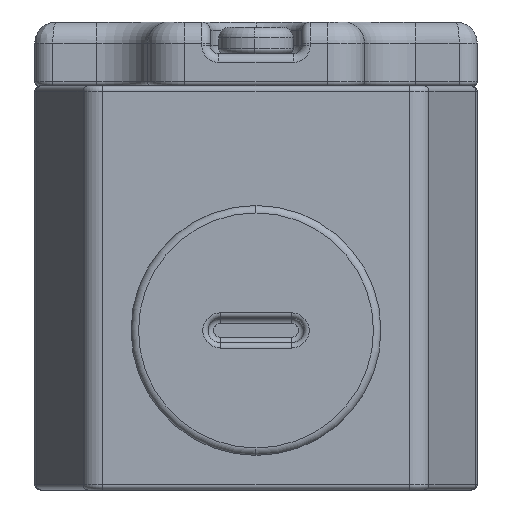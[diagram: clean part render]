
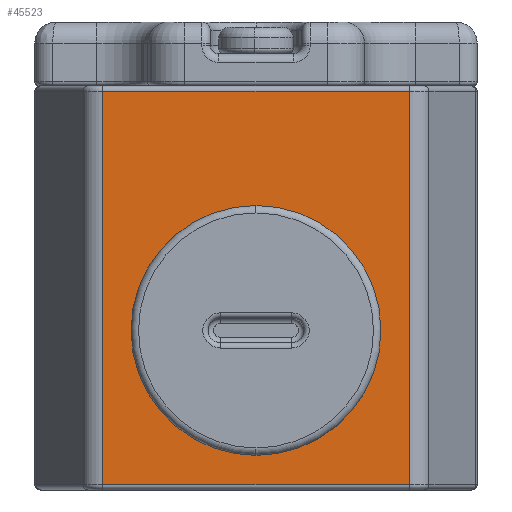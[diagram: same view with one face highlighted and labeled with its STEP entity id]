
A CAD part, front view. The second image highlights one B-rep face of the part: STEP entity #45523.
In plain terms, the highlighted planar face has unit normal (0, -1, 0).
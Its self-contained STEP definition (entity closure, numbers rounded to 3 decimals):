
#5972 = DIRECTION ( 'NONE',  ( 0., 0., 1. ) ) ;
#6104 = AXIS2_PLACEMENT_3D ( 'NONE', #25522, #58851, #30444 ) ;
#6224 = DIRECTION ( 'NONE',  ( 0., 1., 0. ) ) ;
#6555 = ORIENTED_EDGE ( 'NONE', *, *, #57707, .T. ) ;
#6931 = VERTEX_POINT ( 'NONE', #27395 ) ;
#9912 = VECTOR ( 'NONE', #18150, 1000. ) ;
#10360 = DIRECTION ( 'NONE',  ( 0., 0., -1. ) ) ;
#10385 = VECTOR ( 'NONE', #10360, 1000. ) ;
#10897 = CARTESIAN_POINT ( 'NONE',  ( -14.401, -80., 38. ) ) ;
#11724 = EDGE_CURVE ( 'NONE', #35860, #57262, #23400, .T. ) ;
#12498 = CARTESIAN_POINT ( 'NONE',  ( 0., -80., 4. ) ) ;
#13763 = FACE_BOUND ( 'NONE', #48238, .T. ) ;
#14789 = CIRCLE ( 'NONE', #36530, 11. ) ;
#16081 = VECTOR ( 'NONE', #21439, 1000. ) ;
#18123 = EDGE_CURVE ( 'NONE', #27231, #6931, #61904, .T. ) ;
#18150 = DIRECTION ( 'NONE',  ( 1., 0., 0. ) ) ;
#18310 = EDGE_CURVE ( 'NONE', #6931, #35860, #54289, .T. ) ;
#18602 = AXIS2_PLACEMENT_3D ( 'NONE', #49013, #35234, #5972 ) ;
#19922 = CIRCLE ( 'NONE', #6104, 11. ) ;
#21439 = DIRECTION ( 'NONE',  ( -1., 0., 0. ) ) ;
#22925 = LINE ( 'NONE', #46882, #9912 ) ;
#23400 = LINE ( 'NONE', #10897, #10385 ) ;
#25522 = CARTESIAN_POINT ( 'NONE',  ( 0., -80., 15. ) ) ;
#26327 = ORIENTED_EDGE ( 'NONE', *, *, #11724, .T. ) ;
#27220 = ORIENTED_EDGE ( 'NONE', *, *, #18310, .T. ) ;
#27231 = VERTEX_POINT ( 'NONE', #51112 ) ;
#27395 = CARTESIAN_POINT ( 'NONE',  ( 14.401, -80., 37.5 ) ) ;
#28447 = ORIENTED_EDGE ( 'NONE', *, *, #47540, .T. ) ;
#28999 = VERTEX_POINT ( 'NONE', #12498 ) ;
#30394 = PLANE ( 'NONE',  #18602 ) ;
#30444 = DIRECTION ( 'NONE',  ( 0., 0., 1. ) ) ;
#31710 = EDGE_CURVE ( 'NONE', #35783, #28999, #19922, .T. ) ;
#32093 = EDGE_LOOP ( 'NONE', ( #26327, #28447, #41310, #27220 ) ) ;
#34031 = DIRECTION ( 'NONE',  ( 0., 0., 1. ) ) ;
#34639 = CARTESIAN_POINT ( 'NONE',  ( 0., -80., 26. ) ) ;
#35234 = DIRECTION ( 'NONE',  ( 0., 1., 0. ) ) ;
#35472 = CARTESIAN_POINT ( 'NONE',  ( 0., -80., 15. ) ) ;
#35783 = VERTEX_POINT ( 'NONE', #34639 ) ;
#35860 = VERTEX_POINT ( 'NONE', #44482 ) ;
#36128 = ORIENTED_EDGE ( 'NONE', *, *, #31710, .T. ) ;
#36530 = AXIS2_PLACEMENT_3D ( 'NONE', #35472, #6224, #40190 ) ;
#38546 = CARTESIAN_POINT ( 'NONE',  ( 14.401, -80., 38. ) ) ;
#39517 = FACE_OUTER_BOUND ( 'NONE', #32093, .T. ) ;
#40190 = DIRECTION ( 'NONE',  ( 0., 0., 1. ) ) ;
#40794 = CARTESIAN_POINT ( 'NONE',  ( -14.401, -80., 37.5 ) ) ;
#41310 = ORIENTED_EDGE ( 'NONE', *, *, #18123, .T. ) ;
#44482 = CARTESIAN_POINT ( 'NONE',  ( -14.401, -80., 37.5 ) ) ;
#45523 = ADVANCED_FACE ( 'NONE', ( #13763, #39517 ), #30394, .F. ) ;
#46882 = CARTESIAN_POINT ( 'NONE',  ( -20.8, -80., 0.5 ) ) ;
#47540 = EDGE_CURVE ( 'NONE', #57262, #27231, #22925, .T. ) ;
#48238 = EDGE_LOOP ( 'NONE', ( #6555, #36128 ) ) ;
#49013 = CARTESIAN_POINT ( 'NONE',  ( -20.8, -80., 38. ) ) ;
#49150 = VECTOR ( 'NONE', #34031, 1000. ) ;
#51112 = CARTESIAN_POINT ( 'NONE',  ( 14.401, -80., 0.5 ) ) ;
#54289 = LINE ( 'NONE', #40794, #16081 ) ;
#54472 = CARTESIAN_POINT ( 'NONE',  ( -14.401, -80., 0.5 ) ) ;
#57262 = VERTEX_POINT ( 'NONE', #54472 ) ;
#57707 = EDGE_CURVE ( 'NONE', #28999, #35783, #14789, .T. ) ;
#58851 = DIRECTION ( 'NONE',  ( 0., 1., 0. ) ) ;
#61904 = LINE ( 'NONE', #38546, #49150 ) ;
